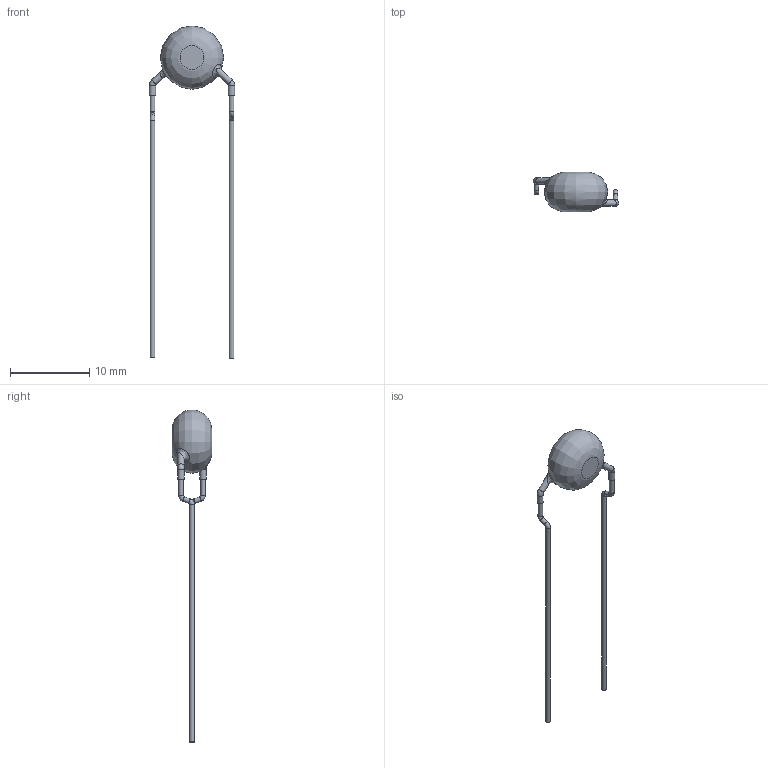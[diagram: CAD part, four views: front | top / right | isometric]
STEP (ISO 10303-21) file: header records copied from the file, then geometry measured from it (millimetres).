
FILE_DESCRIPTION((''),'2;1');
FILE_NAME('VY1680K31Y5SQ63V0.stp','2015-09-01T10:17:56',('sherden'),(''),'Autodesk Inventor 2013','Autodesk Inventor 2013','');
FILE_SCHEMA(('CONFIG_CONTROL_DESIGN'));
Length unit declared in the file: millimetre
Products named in the file (1): VY1680K31Y5SQ63V0
Bounding box: 10.8 x 5 x 42 mm (x, y, z)
Volume: 217 mm3; surface area: 313.9 mm2
Topology: 1 solids, 1 shells, 25 faces, 45 edges, 26 vertices
Faces by surface type: cylinder 10, torus 6, plane 6, bspline 3
Full cylindrical faces by diameter (mm): 0.6 x6, 0.8 x4
Entity records: 917 total; most frequent: CARTESIAN_POINT 444, DIRECTION 90, ORIENTED_EDGE 52, EDGE_LOOP 46, AXIS2_PLACEMENT_3D 45, EDGE_CURVE 26, STYLED_ITEM 26, FACE_OUTER_BOUND 25
